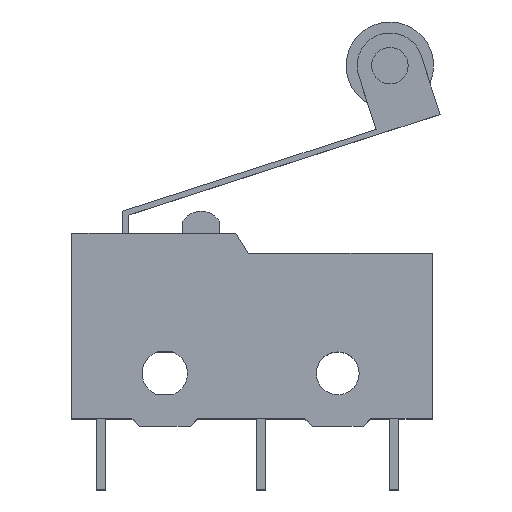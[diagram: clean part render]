
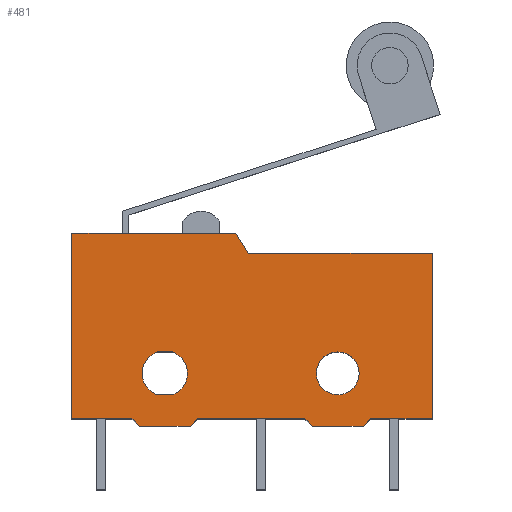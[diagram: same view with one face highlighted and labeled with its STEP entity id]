
A CAD part, top view. The second image highlights one B-rep face of the part: STEP entity #481.
In plain terms, the highlighted planar face has unit normal (0, 0, 1).
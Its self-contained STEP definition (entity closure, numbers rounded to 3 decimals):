
#481=ADVANCED_FACE('',(#1224,#1225,#1226),#1227,.T.);
#541=VERTEX_POINT('',#1302);
#543=EDGE_CURVE('',#541,#1304,#1305,.T.);
#555=VERTEX_POINT('',#1319);
#559=EDGE_CURVE('',#1323,#555,#1324,.T.);
#565=VERTEX_POINT('',#1331);
#567=EDGE_CURVE('',#1333,#565,#1334,.T.);
#569=EDGE_CURVE('',#565,#1333,#1336,.T.);
#573=VERTEX_POINT('',#1340);
#575=EDGE_CURVE('',#573,#1323,#1342,.T.);
#587=VERTEX_POINT('',#1354);
#591=EDGE_CURVE('',#1304,#587,#1358,.T.);
#857=EDGE_CURVE('',#555,#541,#1624,.T.);
#861=EDGE_CURVE('',#587,#573,#1628,.T.);
#865=VERTEX_POINT('',#1632);
#867=VERTEX_POINT('',#1634);
#869=EDGE_CURVE('',#865,#867,#1636,.T.);
#881=VERTEX_POINT('',#1648);
#883=EDGE_CURVE('',#867,#881,#1650,.T.);
#891=VERTEX_POINT('',#1658);
#893=EDGE_CURVE('',#881,#891,#1660,.T.);
#901=VERTEX_POINT('',#1668);
#903=EDGE_CURVE('',#891,#901,#1670,.T.);
#911=VERTEX_POINT('',#1678);
#913=EDGE_CURVE('',#901,#911,#1680,.T.);
#921=VERTEX_POINT('',#1688);
#923=EDGE_CURVE('',#911,#921,#1690,.T.);
#931=VERTEX_POINT('',#1698);
#933=EDGE_CURVE('',#921,#931,#1700,.T.);
#941=VERTEX_POINT('',#1708);
#943=EDGE_CURVE('',#931,#941,#1710,.T.);
#951=VERTEX_POINT('',#1718);
#953=EDGE_CURVE('',#941,#951,#1720,.T.);
#961=VERTEX_POINT('',#1728);
#963=EDGE_CURVE('',#951,#961,#1730,.T.);
#971=VERTEX_POINT('',#1738);
#973=EDGE_CURVE('',#961,#971,#1740,.T.);
#981=VERTEX_POINT('',#1748);
#983=EDGE_CURVE('',#971,#981,#1750,.T.);
#991=VERTEX_POINT('',#1758);
#993=EDGE_CURVE('',#981,#991,#1760,.T.);
#1001=EDGE_CURVE('',#991,#865,#1768,.T.);
#1224=FACE_OUTER_BOUND('',#1981,.T.);
#1225=FACE_BOUND('',#1982,.T.);
#1226=FACE_BOUND('',#1983,.T.);
#1227=PLANE('',#1984);
#1302=CARTESIAN_POINT('',(-5.24,1.73,3.2));
#1304=VERTEX_POINT('',#2082);
#1305=CIRCLE('',#2083,1.25);
#1319=CARTESIAN_POINT('',(-4.36,1.73,3.2));
#1323=VERTEX_POINT('',#2108);
#1324=CIRCLE('',#2109,1.25);
#1331=CARTESIAN_POINT('',(3.525,2.9,3.2));
#1333=VERTEX_POINT('',#2120);
#1334=CIRCLE('',#2121,1.175);
#1336=CIRCLE('',#2124,1.175);
#1340=CARTESIAN_POINT('',(-4.388,4.08,3.2));
#1342=CIRCLE('',#2132,1.25);
#1354=CARTESIAN_POINT('',(-5.212,4.08,3.2));
#1358=CIRCLE('',#2155,1.25);
#1624=LINE('',#2578,#2579);
#1628=LINE('',#2586,#2587);
#1632=CARTESIAN_POINT('',(-9.9,10.6,3.2));
#1634=CARTESIAN_POINT('',(-0.9,10.6,3.2));
#1636=LINE('',#2598,#2599);
#1648=CARTESIAN_POINT('',(-0.2,9.5,3.2));
#1650=LINE('',#2620,#2621);
#1658=CARTESIAN_POINT('',(9.9,9.5,3.2));
#1660=LINE('',#2636,#2637);
#1668=CARTESIAN_POINT('',(9.9,0.4,3.2));
#1670=LINE('',#2652,#2653);
#1678=CARTESIAN_POINT('',(6.5,0.4,3.2));
#1680=LINE('',#2668,#2669);
#1688=CARTESIAN_POINT('',(6.1,0.0,3.2));
#1690=LINE('',#2684,#2685);
#1698=CARTESIAN_POINT('',(3.3,0.,3.2));
#1700=LINE('',#2700,#2701);
#1708=CARTESIAN_POINT('',(2.9,0.4,3.2));
#1710=LINE('',#2716,#2717);
#1718=CARTESIAN_POINT('',(-3.,0.4,3.2));
#1720=LINE('',#2732,#2733);
#1728=CARTESIAN_POINT('',(-3.4,0.0,3.2));
#1730=LINE('',#2748,#2749);
#1738=CARTESIAN_POINT('',(-6.2,0.0,3.2));
#1740=LINE('',#2764,#2765);
#1748=CARTESIAN_POINT('',(-6.6,0.4,3.2));
#1750=LINE('',#2780,#2781);
#1758=CARTESIAN_POINT('',(-9.9,0.4,3.2));
#1760=LINE('',#2796,#2797);
#1768=LINE('',#2810,#2811);
#1981=EDGE_LOOP('',(#3382,#3383,#3384,#3385,#3386,#3387,#3388,#3389,#3390,#3391,#3392,#3393,#3394,#3395));
#1982=EDGE_LOOP('',(#3396,#3397,#3398,#3399,#3400,#3401));
#1983=EDGE_LOOP('',(#3402,#3403));
#1984=AXIS2_PLACEMENT_3D('',#3404,#3405,#3406);
#2082=CARTESIAN_POINT('',(-6.05,2.9,3.2));
#2083=AXIS2_PLACEMENT_3D('',#3473,#3474,#3475);
#2108=CARTESIAN_POINT('',(-3.55,2.9,3.2));
#2109=AXIS2_PLACEMENT_3D('',#3484,#3485,#3486);
#2120=CARTESIAN_POINT('',(5.875,2.9,3.2));
#2121=AXIS2_PLACEMENT_3D('',#3490,#3491,#3492);
#2124=AXIS2_PLACEMENT_3D('',#3493,#3494,#3495);
#2132=AXIS2_PLACEMENT_3D('',#3499,#3500,#3501);
#2155=AXIS2_PLACEMENT_3D('',#3510,#3511,#3512);
#2578=CARTESIAN_POINT('',(-2.844,1.73,3.2));
#2579=VECTOR('',#3621,1.0);
#2586=CARTESIAN_POINT('',(-2.844,4.08,3.2));
#2587=VECTOR('',#3623,1.0);
#2598=CARTESIAN_POINT('',(-9.9,10.6,3.2));
#2599=VECTOR('',#3625,1.0);
#2620=CARTESIAN_POINT('',(-0.2,9.5,3.2));
#2621=VECTOR('',#3629,1.0);
#2636=CARTESIAN_POINT('',(9.9,9.5,3.2));
#2637=VECTOR('',#3632,1.0);
#2652=CARTESIAN_POINT('',(9.9,0.4,3.2));
#2653=VECTOR('',#3635,1.0);
#2668=CARTESIAN_POINT('',(9.9,0.4,3.2));
#2669=VECTOR('',#3638,1.0);
#2684=CARTESIAN_POINT('',(6.1,0.0,3.2));
#2685=VECTOR('',#3641,1.0);
#2700=CARTESIAN_POINT('',(6.1,0.0,3.2));
#2701=VECTOR('',#3644,1.0);
#2716=CARTESIAN_POINT('',(2.9,0.4,3.2));
#2717=VECTOR('',#3647,1.0);
#2732=CARTESIAN_POINT('',(-3.,0.4,3.2));
#2733=VECTOR('',#3650,1.0);
#2748=CARTESIAN_POINT('',(-3.,0.4,3.2));
#2749=VECTOR('',#3653,1.0);
#2764=CARTESIAN_POINT('',(-6.2,0.0,3.2));
#2765=VECTOR('',#3656,1.0);
#2780=CARTESIAN_POINT('',(-6.2,0.0,3.2));
#2781=VECTOR('',#3659,1.0);
#2796=CARTESIAN_POINT('',(-9.9,0.4,3.2));
#2797=VECTOR('',#3662,1.0);
#2810=CARTESIAN_POINT('',(-9.9,0.4,3.2));
#2811=VECTOR('',#3665,1.0);
#3382=ORIENTED_EDGE('',*,*,#869,.F.);
#3383=ORIENTED_EDGE('',*,*,#1001,.F.);
#3384=ORIENTED_EDGE('',*,*,#993,.F.);
#3385=ORIENTED_EDGE('',*,*,#983,.F.);
#3386=ORIENTED_EDGE('',*,*,#973,.F.);
#3387=ORIENTED_EDGE('',*,*,#963,.F.);
#3388=ORIENTED_EDGE('',*,*,#953,.F.);
#3389=ORIENTED_EDGE('',*,*,#943,.F.);
#3390=ORIENTED_EDGE('',*,*,#933,.F.);
#3391=ORIENTED_EDGE('',*,*,#923,.F.);
#3392=ORIENTED_EDGE('',*,*,#913,.F.);
#3393=ORIENTED_EDGE('',*,*,#903,.F.);
#3394=ORIENTED_EDGE('',*,*,#893,.F.);
#3395=ORIENTED_EDGE('',*,*,#883,.F.);
#3396=ORIENTED_EDGE('',*,*,#861,.T.);
#3397=ORIENTED_EDGE('',*,*,#575,.T.);
#3398=ORIENTED_EDGE('',*,*,#559,.T.);
#3399=ORIENTED_EDGE('',*,*,#857,.T.);
#3400=ORIENTED_EDGE('',*,*,#543,.T.);
#3401=ORIENTED_EDGE('',*,*,#591,.T.);
#3402=ORIENTED_EDGE('',*,*,#569,.T.);
#3403=ORIENTED_EDGE('',*,*,#567,.T.);
#3404=CARTESIAN_POINT('',(-0.187,5.17,3.2));
#3405=DIRECTION('',(0.0,0.0,1.0));
#3406=DIRECTION('',(1.0,-0.0,0.0));
#3473=CARTESIAN_POINT('',(-4.8,2.9,3.2));
#3474=DIRECTION('',(0.0,0.0,-1.0));
#3475=DIRECTION('',(1.0,0.0,0.0));
#3484=CARTESIAN_POINT('',(-4.8,2.9,3.2));
#3485=DIRECTION('',(0.0,0.0,-1.0));
#3486=DIRECTION('',(1.0,0.0,0.0));
#3490=CARTESIAN_POINT('',(4.7,2.9,3.2));
#3491=DIRECTION('',(0.0,0.0,-1.0));
#3492=DIRECTION('',(1.0,0.0,0.0));
#3493=CARTESIAN_POINT('',(4.7,2.9,3.2));
#3494=DIRECTION('',(0.0,0.0,-1.0));
#3495=DIRECTION('',(1.0,0.0,0.0));
#3499=CARTESIAN_POINT('',(-4.8,2.9,3.2));
#3500=DIRECTION('',(0.0,0.0,-1.0));
#3501=DIRECTION('',(1.0,0.0,0.0));
#3510=CARTESIAN_POINT('',(-4.8,2.9,3.2));
#3511=DIRECTION('',(0.0,0.0,-1.0));
#3512=DIRECTION('',(1.0,0.0,0.0));
#3621=DIRECTION('',(-1.0,0.0,0.0));
#3623=DIRECTION('',(1.0,0.0,0.0));
#3625=DIRECTION('',(1.0,0.0,0.0));
#3629=DIRECTION('',(0.537,-0.844,0.0));
#3632=DIRECTION('',(1.0,0.,0.0));
#3635=DIRECTION('',(0.0,-1.0,0.0));
#3638=DIRECTION('',(-1.0,0.,0.0));
#3641=DIRECTION('',(-0.707,-0.707,0.0));
#3644=DIRECTION('',(-1.0,0.,0.0));
#3647=DIRECTION('',(-0.707,0.707,0.0));
#3650=DIRECTION('',(-1.0,0.,0.0));
#3653=DIRECTION('',(-0.707,-0.707,0.0));
#3656=DIRECTION('',(-1.0,0.0,0.0));
#3659=DIRECTION('',(-0.707,0.707,0.0));
#3662=DIRECTION('',(-1.0,0.0,0.0));
#3665=DIRECTION('',(0.0,1.0,0.0));
